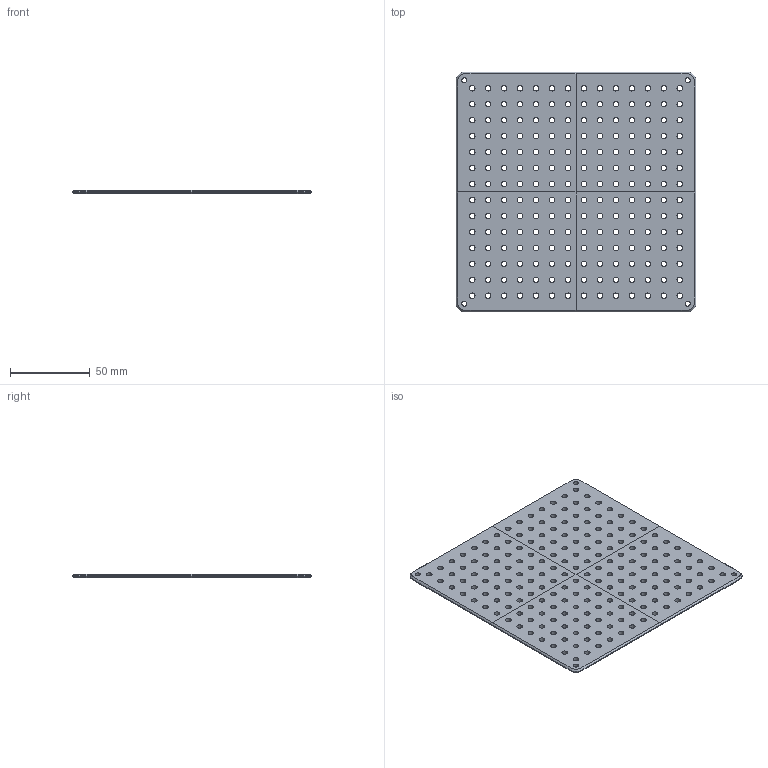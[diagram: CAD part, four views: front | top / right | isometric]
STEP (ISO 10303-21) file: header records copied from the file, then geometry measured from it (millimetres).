
FILE_DESCRIPTION(('FreeCAD Model'),'2;1');
FILE_NAME('Open CASCADE Shape Model','2023-09-21T09:47:28',('Author'),( ''),'Open CASCADE STEP processor 7.6','FreeCAD','Unknown');
FILE_SCHEMA(('AUTOMOTIVE_DESIGN { 1 0 10303 214 1 1 1 1 }'));
Length unit declared in the file: millimetre
Products named in the file (5): electronics_case_bottom; Body005; Clone003 (Mirror #4); Clone012 (Mirror #9); Clone013 (Mirror #10)
Assembly tree (4 placements, depth 2):
  electronics_case_bottom
    Body005
    Clone003 (Mirror #4)
    Clone012 (Mirror #9)
    Clone013 (Mirror #10)
Bounding box: 150 x 150 x 2.5 mm (x, y, z)
Volume: 50817.2 mm3; surface area: 48885.5 mm2
Topology: 4 solids, 4 shells, 276 faces, 772 edges, 504 vertices
Faces by surface type: cylinder 204, plane 64, cone 8
Full cylindrical faces by diameter (mm): 3.1 x4, 3.5 x196
Entity records: 9974 total; most frequent: DIRECTION 1750, CARTESIAN_POINT 1557, ORIENTED_EDGE 1544, EDGE_CURVE 772, AXIS2_PLACEMENT_3D 697, FACE_BOUND 676, EDGE_LOOP 676, VERTEX_POINT 504
